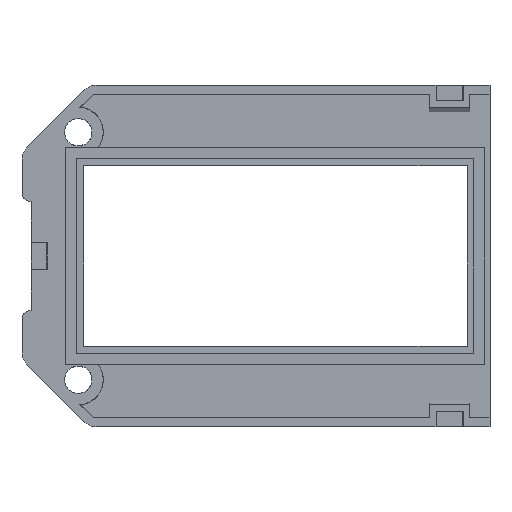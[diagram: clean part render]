
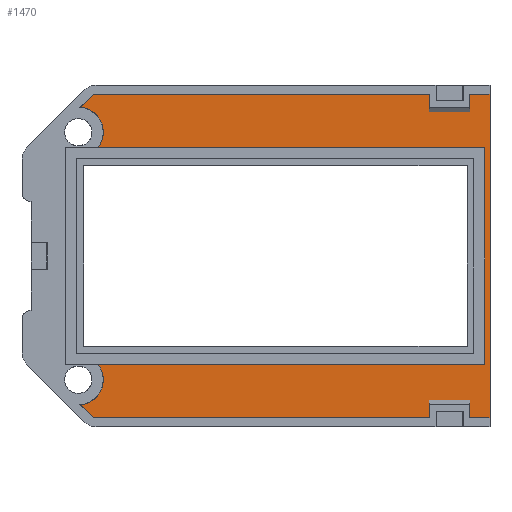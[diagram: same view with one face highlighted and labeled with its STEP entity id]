
A CAD part, top view. The second image highlights one B-rep face of the part: STEP entity #1470.
In plain terms, the highlighted planar face has unit normal (0, 0, 1).
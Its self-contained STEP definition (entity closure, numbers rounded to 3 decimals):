
#290=DIRECTION('',(-1.,0.,0.));
#291=VECTOR('',#290,9.044);
#292=CARTESIAN_POINT('',(99.522,70.065,-2.5));
#293=LINE('',#292,#291);
#298=DIRECTION('',(0.,-1.,0.));
#299=VECTOR('',#298,3.913);
#300=CARTESIAN_POINT('',(99.522,73.978,-2.5));
#301=LINE('',#300,#299);
#314=DIRECTION('',(1.,0.,0.));
#315=VECTOR('',#314,4.478);
#316=CARTESIAN_POINT('',(99.522,73.978,-2.5));
#317=LINE('',#316,#315);
#318=DIRECTION('',(-1.,0.,0.));
#319=VECTOR('',#318,74.642);
#320=CARTESIAN_POINT('',(90.478,2.022,-2.5));
#321=LINE('',#320,#319);
#322=DIRECTION('',(-0.707,0.707,0.));
#323=VECTOR('',#322,4.131);
#324=CARTESIAN_POINT('',(15.836,2.022,-2.5));
#325=LINE('',#324,#323);
#326=CARTESIAN_POINT('',(12.5,10.5,-2.5));
#327=DIRECTION('',(0.,0.,1.));
#328=DIRECTION('',(0.075,-0.997,0.));
#329=AXIS2_PLACEMENT_3D('',#326,#327,#328);
#331=CARTESIAN_POINT('',(12.5,10.5,-2.5));
#332=DIRECTION('',(0.,0.,1.));
#333=DIRECTION('',(1.,0.,0.));
#334=AXIS2_PLACEMENT_3D('',#331,#332,#333);
#336=CARTESIAN_POINT('',(12.5,65.5,-2.5));
#337=DIRECTION('',(0.,0.,1.));
#338=DIRECTION('',(0.79,-0.613,0.));
#339=AXIS2_PLACEMENT_3D('',#336,#337,#338);
#341=CARTESIAN_POINT('',(12.5,65.5,-2.5));
#342=DIRECTION('',(0.,0.,1.));
#343=DIRECTION('',(1.,0.,0.));
#344=AXIS2_PLACEMENT_3D('',#341,#342,#343);
#346=DIRECTION('',(0.707,0.707,0.));
#347=VECTOR('',#346,4.131);
#348=CARTESIAN_POINT('',(12.916,71.056,-2.5));
#349=LINE('',#348,#347);
#362=DIRECTION('',(0.,1.,0.));
#363=VECTOR('',#362,71.956);
#364=CARTESIAN_POINT('',(104.,2.022,-2.5));
#365=LINE('',#364,#363);
#576=DIRECTION('',(1.,0.,0.));
#577=VECTOR('',#576,4.478);
#578=CARTESIAN_POINT('',(99.522,2.022,-2.5));
#579=LINE('',#578,#577);
#588=DIRECTION('',(0.,-1.,0.));
#589=VECTOR('',#588,3.913);
#590=CARTESIAN_POINT('',(99.522,5.935,-2.5));
#591=LINE('',#590,#589);
#592=DIRECTION('',(1.,0.,0.));
#593=VECTOR('',#592,9.044);
#594=CARTESIAN_POINT('',(90.478,5.935,-2.5));
#595=LINE('',#594,#593);
#600=DIRECTION('',(0.,1.,0.));
#601=VECTOR('',#600,3.913);
#602=CARTESIAN_POINT('',(90.478,2.022,-2.5));
#603=LINE('',#602,#601);
#639=DIRECTION('',(-1.,0.,0.));
#640=VECTOR('',#639,85.982);
#641=CARTESIAN_POINT('',(102.883,13.917,-2.5));
#642=LINE('',#641,#640);
#677=DIRECTION('',(1.,0.,0.));
#678=VECTOR('',#677,85.982);
#679=CARTESIAN_POINT('',(16.901,62.083,-2.5));
#680=LINE('',#679,#678);
#685=DIRECTION('',(0.,-1.,0.));
#686=VECTOR('',#685,48.165);
#687=CARTESIAN_POINT('',(102.883,62.083,-2.5));
#688=LINE('',#687,#686);
#844=DIRECTION('',(-1.,0.,0.));
#845=VECTOR('',#844,74.642);
#846=CARTESIAN_POINT('',(90.478,73.978,-2.5));
#847=LINE('',#846,#845);
#853=DIRECTION('',(0.,1.,0.));
#854=VECTOR('',#853,3.913);
#855=CARTESIAN_POINT('',(90.478,70.065,-2.5));
#856=LINE('',#855,#854);
#1004=CARTESIAN_POINT('',(104.,2.022,-2.5));
#1005=VERTEX_POINT('',#1004);
#1006=CARTESIAN_POINT('',(104.,73.978,-2.5));
#1007=VERTEX_POINT('',#1006);
#1016=CARTESIAN_POINT('',(99.522,2.022,-2.5));
#1017=VERTEX_POINT('',#1016);
#1018=CARTESIAN_POINT('',(90.478,2.022,-2.5));
#1019=CARTESIAN_POINT('',(15.836,2.022,-2.5));
#1020=VERTEX_POINT('',#1018);
#1021=VERTEX_POINT('',#1019);
#1022=CARTESIAN_POINT('',(12.916,4.944,-2.5));
#1023=VERTEX_POINT('',#1022);
#1024=CARTESIAN_POINT('',(18.072,10.5,-2.5));
#1025=VERTEX_POINT('',#1024);
#1026=CARTESIAN_POINT('',(16.901,13.917,-2.5));
#1027=VERTEX_POINT('',#1026);
#1028=CARTESIAN_POINT('',(16.901,62.083,-2.5));
#1029=CARTESIAN_POINT('',(18.072,65.5,-2.5));
#1030=VERTEX_POINT('',#1028);
#1031=VERTEX_POINT('',#1029);
#1032=CARTESIAN_POINT('',(12.916,71.056,-2.5));
#1033=VERTEX_POINT('',#1032);
#1034=CARTESIAN_POINT('',(15.836,73.978,-2.5));
#1035=VERTEX_POINT('',#1034);
#1036=CARTESIAN_POINT('',(90.478,73.978,-2.5));
#1037=VERTEX_POINT('',#1036);
#1038=CARTESIAN_POINT('',(99.522,73.978,-2.5));
#1039=VERTEX_POINT('',#1038);
#1064=CARTESIAN_POINT('',(102.883,13.917,-2.5));
#1066=VERTEX_POINT('',#1064);
#1070=CARTESIAN_POINT('',(102.883,62.083,-2.5));
#1071=VERTEX_POINT('',#1070);
#1124=CARTESIAN_POINT('',(90.478,5.935,-2.5));
#1126=VERTEX_POINT('',#1124);
#1128=CARTESIAN_POINT('',(99.522,5.935,-2.5));
#1130=VERTEX_POINT('',#1128);
#1132=CARTESIAN_POINT('',(90.478,70.065,-2.5));
#1134=VERTEX_POINT('',#1132);
#1136=CARTESIAN_POINT('',(99.522,70.065,-2.5));
#1138=VERTEX_POINT('',#1136);
#1425=CARTESIAN_POINT('',(104.,38.,-2.5));
#1426=DIRECTION('',(0.,0.,-1.));
#1427=DIRECTION('',(-1.,0.,0.));
#1428=AXIS2_PLACEMENT_3D('',#1425,#1426,#1427);
#1429=PLANE('',#1428);
#1430=ORIENTED_EDGE('',*,*,#1404,.F.);
#1431=ORIENTED_EDGE('',*,*,#1416,.F.);
#1433=ORIENTED_EDGE('',*,*,#1432,.T.);
#1435=ORIENTED_EDGE('',*,*,#1434,.F.);
#1437=ORIENTED_EDGE('',*,*,#1436,.F.);
#1439=ORIENTED_EDGE('',*,*,#1438,.F.);
#1441=ORIENTED_EDGE('',*,*,#1440,.F.);
#1443=ORIENTED_EDGE('',*,*,#1442,.F.);
#1445=ORIENTED_EDGE('',*,*,#1444,.T.);
#1447=ORIENTED_EDGE('',*,*,#1446,.T.);
#1449=ORIENTED_EDGE('',*,*,#1448,.T.);
#1451=ORIENTED_EDGE('',*,*,#1450,.T.);
#1453=ORIENTED_EDGE('',*,*,#1452,.F.);
#1455=ORIENTED_EDGE('',*,*,#1454,.F.);
#1457=ORIENTED_EDGE('',*,*,#1456,.F.);
#1459=ORIENTED_EDGE('',*,*,#1458,.T.);
#1461=ORIENTED_EDGE('',*,*,#1460,.T.);
#1463=ORIENTED_EDGE('',*,*,#1462,.T.);
#1465=ORIENTED_EDGE('',*,*,#1464,.F.);
#1467=ORIENTED_EDGE('',*,*,#1466,.F.);
#1468=EDGE_LOOP('',(#1430,#1431,#1433,#1435,#1437,#1439,#1441,#1443,#1445,#1447,
#1449,#1451,#1453,#1455,#1457,#1459,#1461,#1463,#1465,#1467));
#1469=FACE_OUTER_BOUND('',#1468,.F.);
#1470=ADVANCED_FACE('',(#1469),#1429,.F.);
#330=CIRCLE('',#329,5.572);
#335=CIRCLE('',#334,5.572);
#340=CIRCLE('',#339,5.572);
#345=CIRCLE('',#344,5.572);
#1404=EDGE_CURVE('',#1138,#1134,#293,.T.);
#1416=EDGE_CURVE('',#1039,#1138,#301,.T.);
#1432=EDGE_CURVE('',#1039,#1007,#317,.T.);
#1434=EDGE_CURVE('',#1005,#1007,#365,.T.);
#1436=EDGE_CURVE('',#1017,#1005,#579,.T.);
#1438=EDGE_CURVE('',#1130,#1017,#591,.T.);
#1440=EDGE_CURVE('',#1126,#1130,#595,.T.);
#1442=EDGE_CURVE('',#1020,#1126,#603,.T.);
#1444=EDGE_CURVE('',#1020,#1021,#321,.T.);
#1446=EDGE_CURVE('',#1021,#1023,#325,.T.);
#1448=EDGE_CURVE('',#1023,#1025,#330,.T.);
#1450=EDGE_CURVE('',#1025,#1027,#335,.T.);
#1452=EDGE_CURVE('',#1066,#1027,#642,.T.);
#1454=EDGE_CURVE('',#1071,#1066,#688,.T.);
#1456=EDGE_CURVE('',#1030,#1071,#680,.T.);
#1458=EDGE_CURVE('',#1030,#1031,#340,.T.);
#1460=EDGE_CURVE('',#1031,#1033,#345,.T.);
#1462=EDGE_CURVE('',#1033,#1035,#349,.T.);
#1464=EDGE_CURVE('',#1037,#1035,#847,.T.);
#1466=EDGE_CURVE('',#1134,#1037,#856,.T.);
